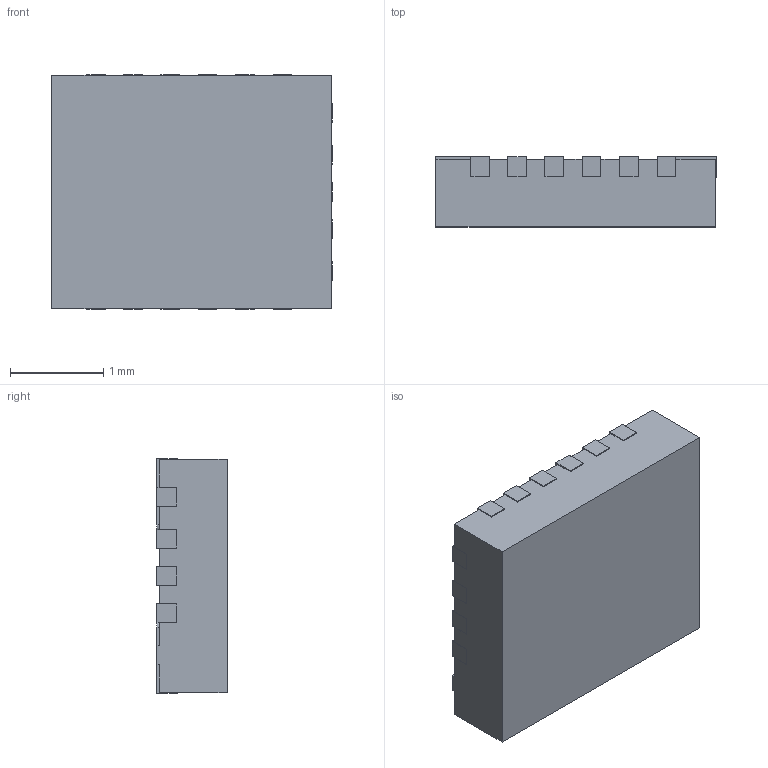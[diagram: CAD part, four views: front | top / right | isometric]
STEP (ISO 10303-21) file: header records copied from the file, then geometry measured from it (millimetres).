
FILE_DESCRIPTION(/* description */ ('Unknown'),/* implementation_level */ '2;1');
FILE_NAME(/* name */ 'BQ25628ERYKR',/* time_stamp */ '2023-10-26T09:59:01+02:00',/* author */ ('Unknown'),/* organization */ ('Unknown'),/* preprocessor_version */ 'ST-DEVELOPER v18.102',/* originating_system */ 'Solid Edge',/* authorisation */ 'Unknown');
FILE_SCHEMA (('AUTOMOTIVE_DESIGN {1 0 10303 214 3 1 1}'));
Length unit declared in the file: millimetre
Products named in the file (1): BQ25628ERYKR
Bounding box: 3.01 x 0.75 x 2.52 mm (x, y, z)
Volume: 5.5 mm3; surface area: 23.9 mm2
Topology: 1 solids, 1 shells, 153 faces, 443 edges, 292 vertices
Faces by surface type: plane 135, cylinder 18
Entity records: 6048 total; most frequent: CARTESIAN_POINT 889, ORIENTED_EDGE 886, DIRECTION 787, EDGE_CURVE 443, LINE 407, VECTOR 407, VERTEX_POINT 292, AXIS2_PLACEMENT_3D 190
